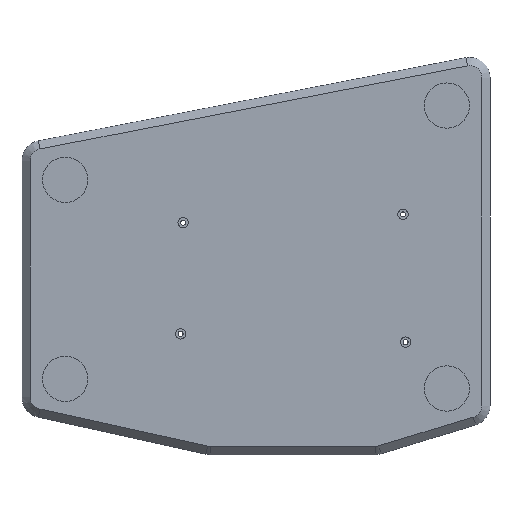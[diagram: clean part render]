
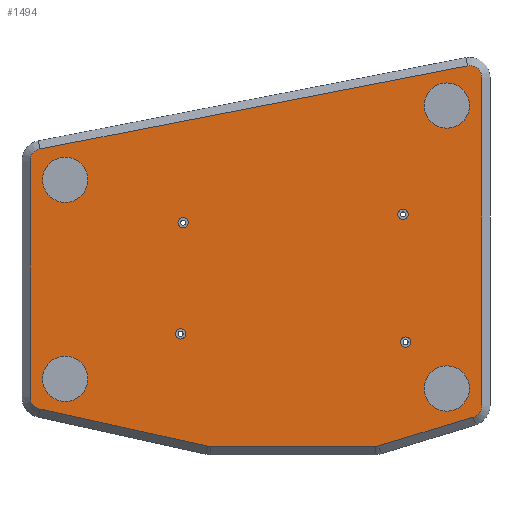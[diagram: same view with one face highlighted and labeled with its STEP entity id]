
A CAD part, front view. The second image highlights one B-rep face of the part: STEP entity #1494.
In plain terms, the highlighted planar face has unit normal (0, -1, 0).
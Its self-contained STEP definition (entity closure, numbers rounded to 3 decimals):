
#132=LINE('',#2479,#267);
#136=LINE('',#2490,#271);
#139=LINE('',#2498,#274);
#142=LINE('',#2506,#277);
#144=LINE('',#2517,#279);
#147=LINE('',#2525,#282);
#267=VECTOR('',#2019,10.);
#271=VECTOR('',#2033,10.);
#274=VECTOR('',#2042,10.);
#277=VECTOR('',#2051,10.);
#279=VECTOR('',#2059,10.);
#282=VECTOR('',#2068,10.);
#332=FACE_BOUND('',#515,.T.);
#333=FACE_BOUND('',#516,.T.);
#334=FACE_BOUND('',#517,.T.);
#335=FACE_BOUND('',#518,.T.);
#336=FACE_BOUND('',#519,.T.);
#337=FACE_BOUND('',#520,.T.);
#338=FACE_BOUND('',#521,.T.);
#339=FACE_BOUND('',#522,.T.);
#418=FACE_OUTER_BOUND('',#514,.T.);
#514=EDGE_LOOP('',(#1318,#1319,#1320,#1321,#1322,#1323,#1324,#1325,#1326,
#1327,#1328,#1329));
#515=EDGE_LOOP('',(#1330));
#516=EDGE_LOOP('',(#1331));
#517=EDGE_LOOP('',(#1332));
#518=EDGE_LOOP('',(#1333));
#519=EDGE_LOOP('',(#1334));
#520=EDGE_LOOP('',(#1335));
#521=EDGE_LOOP('',(#1336));
#522=EDGE_LOOP('',(#1337));
#542=CIRCLE('',#1535,1.25);
#546=CIRCLE('',#1542,1.25);
#550=CIRCLE('',#1549,1.25);
#554=CIRCLE('',#1556,1.25);
#594=CIRCLE('',#1642,2.9);
#595=CIRCLE('',#1645,2.9);
#596=CIRCLE('',#1648,2.9);
#597=CIRCLE('',#1651,2.9);
#598=CIRCLE('',#1654,2.9);
#603=CIRCLE('',#1669,2.9);
#604=CIRCLE('',#1670,5.5);
#605=CIRCLE('',#1671,5.5);
#606=CIRCLE('',#1672,5.5);
#607=CIRCLE('',#1673,5.5);
#614=VERTEX_POINT('',#2155);
#618=VERTEX_POINT('',#2168);
#622=VERTEX_POINT('',#2181);
#626=VERTEX_POINT('',#2194);
#722=VERTEX_POINT('',#2476);
#723=VERTEX_POINT('',#2478);
#724=VERTEX_POINT('',#2484);
#725=VERTEX_POINT('',#2488);
#726=VERTEX_POINT('',#2492);
#727=VERTEX_POINT('',#2496);
#728=VERTEX_POINT('',#2500);
#729=VERTEX_POINT('',#2504);
#730=VERTEX_POINT('',#2508);
#731=VERTEX_POINT('',#2515);
#732=VERTEX_POINT('',#2519);
#733=VERTEX_POINT('',#2523);
#738=VERTEX_POINT('',#2549);
#739=VERTEX_POINT('',#2551);
#740=VERTEX_POINT('',#2553);
#741=VERTEX_POINT('',#2555);
#748=EDGE_CURVE('',#614,#614,#542,.T.);
#754=EDGE_CURVE('',#618,#618,#546,.T.);
#760=EDGE_CURVE('',#622,#622,#550,.T.);
#766=EDGE_CURVE('',#626,#626,#554,.T.);
#909=EDGE_CURVE('',#722,#723,#132,.T.);
#913=EDGE_CURVE('',#724,#722,#594,.T.);
#915=EDGE_CURVE('',#725,#724,#136,.T.);
#917=EDGE_CURVE('',#726,#725,#595,.T.);
#919=EDGE_CURVE('',#727,#726,#139,.T.);
#921=EDGE_CURVE('',#728,#727,#596,.T.);
#923=EDGE_CURVE('',#729,#728,#142,.T.);
#924=EDGE_CURVE('',#730,#729,#597,.T.);
#927=EDGE_CURVE('',#731,#730,#144,.T.);
#929=EDGE_CURVE('',#732,#731,#598,.T.);
#931=EDGE_CURVE('',#733,#732,#147,.T.);
#941=EDGE_CURVE('',#723,#733,#603,.T.);
#942=EDGE_CURVE('',#738,#738,#604,.T.);
#943=EDGE_CURVE('',#739,#739,#605,.T.);
#944=EDGE_CURVE('',#740,#740,#606,.T.);
#945=EDGE_CURVE('',#741,#741,#607,.T.);
#1318=ORIENTED_EDGE('',*,*,#927,.F.);
#1319=ORIENTED_EDGE('',*,*,#929,.F.);
#1320=ORIENTED_EDGE('',*,*,#931,.F.);
#1321=ORIENTED_EDGE('',*,*,#941,.F.);
#1322=ORIENTED_EDGE('',*,*,#909,.F.);
#1323=ORIENTED_EDGE('',*,*,#913,.F.);
#1324=ORIENTED_EDGE('',*,*,#915,.F.);
#1325=ORIENTED_EDGE('',*,*,#917,.F.);
#1326=ORIENTED_EDGE('',*,*,#919,.F.);
#1327=ORIENTED_EDGE('',*,*,#921,.F.);
#1328=ORIENTED_EDGE('',*,*,#923,.F.);
#1329=ORIENTED_EDGE('',*,*,#924,.F.);
#1330=ORIENTED_EDGE('',*,*,#748,.T.);
#1331=ORIENTED_EDGE('',*,*,#754,.T.);
#1332=ORIENTED_EDGE('',*,*,#760,.T.);
#1333=ORIENTED_EDGE('',*,*,#766,.T.);
#1334=ORIENTED_EDGE('',*,*,#942,.T.);
#1335=ORIENTED_EDGE('',*,*,#943,.T.);
#1336=ORIENTED_EDGE('',*,*,#944,.T.);
#1337=ORIENTED_EDGE('',*,*,#945,.T.);
#1411=PLANE('',#1668);
#1494=ADVANCED_FACE('',(#418,#332,#333,#334,#335,#336,#337,#338,#339),#1411,
 .F.);
#1535=AXIS2_PLACEMENT_3D('',#2156,#1701,#1702);
#1542=AXIS2_PLACEMENT_3D('',#2169,#1717,#1718);
#1549=AXIS2_PLACEMENT_3D('',#2182,#1733,#1734);
#1556=AXIS2_PLACEMENT_3D('',#2195,#1749,#1750);
#1642=AXIS2_PLACEMENT_3D('',#2486,#2028,#2029);
#1645=AXIS2_PLACEMENT_3D('',#2494,#2037,#2038);
#1648=AXIS2_PLACEMENT_3D('',#2502,#2046,#2047);
#1651=AXIS2_PLACEMENT_3D('',#2509,#2054,#2055);
#1654=AXIS2_PLACEMENT_3D('',#2521,#2063,#2064);
#1668=AXIS2_PLACEMENT_3D('',#2547,#2098,#2099);
#1669=AXIS2_PLACEMENT_3D('',#2548,#2100,#2101);
#1670=AXIS2_PLACEMENT_3D('',#2550,#2102,#2103);
#1671=AXIS2_PLACEMENT_3D('',#2552,#2104,#2105);
#1672=AXIS2_PLACEMENT_3D('',#2554,#2106,#2107);
#1673=AXIS2_PLACEMENT_3D('',#2556,#2108,#2109);
#1701=DIRECTION('center_axis',(0.,1.,0.));
#1702=DIRECTION('ref_axis',(1.,0.,0.));
#1717=DIRECTION('center_axis',(0.,1.,0.));
#1718=DIRECTION('ref_axis',(1.,0.,0.));
#1733=DIRECTION('center_axis',(0.,1.,0.));
#1734=DIRECTION('ref_axis',(1.,0.,0.));
#1749=DIRECTION('center_axis',(0.,1.,0.));
#1750=DIRECTION('ref_axis',(1.,0.,0.));
#2019=DIRECTION('',(-0.957,0.,-0.292));
#2028=DIRECTION('center_axis',(0.,1.,0.));
#2029=DIRECTION('ref_axis',(1.,0.,0.));
#2033=DIRECTION('',(0.,0.,-1.));
#2037=DIRECTION('center_axis',(0.,1.,0.));
#2038=DIRECTION('ref_axis',(-0.191,0.,0.982));
#2042=DIRECTION('',(0.982,0.,0.191));
#2046=DIRECTION('center_axis',(0.,1.,0.));
#2047=DIRECTION('ref_axis',(-1.,0.,0.));
#2051=DIRECTION('',(0.,0.,1.));
#2054=DIRECTION('center_axis',(0.,1.,0.));
#2055=DIRECTION('ref_axis',(-0.191,0.,-0.982));
#2059=DIRECTION('',(-0.976,0.,0.216));
#2063=DIRECTION('center_axis',(0.,1.,0.));
#2064=DIRECTION('ref_axis',(0.,0.,-1.));
#2068=DIRECTION('',(-1.,0.,0.));
#2098=DIRECTION('center_axis',(0.,1.,0.));
#2099=DIRECTION('ref_axis',(0.,0.,1.));
#2100=DIRECTION('center_axis',(0.,1.,0.));
#2101=DIRECTION('ref_axis',(0.292,0.,-0.957));
#2102=DIRECTION('center_axis',(0.,1.,0.));
#2103=DIRECTION('ref_axis',(1.,0.,0.));
#2104=DIRECTION('center_axis',(0.,1.,0.));
#2105=DIRECTION('ref_axis',(1.,0.,0.));
#2106=DIRECTION('center_axis',(0.,1.,0.));
#2107=DIRECTION('ref_axis',(1.,0.,0.));
#2108=DIRECTION('center_axis',(0.,1.,0.));
#2109=DIRECTION('ref_axis',(1.,0.,0.));
#2155=CARTESIAN_POINT('',(40.732,-7.25,46.622));
#2156=CARTESIAN_POINT('Origin',(41.982,-7.25,46.622));
#2168=CARTESIAN_POINT('',(41.342,-7.25,15.622));
#2169=CARTESIAN_POINT('Origin',(42.592,-7.25,15.622));
#2181=CARTESIAN_POINT('',(-12.658,-7.25,44.622));
#2182=CARTESIAN_POINT('Origin',(-11.408,-7.25,44.622));
#2194=CARTESIAN_POINT('',(-13.268,-7.25,17.622));
#2195=CARTESIAN_POINT('Origin',(-12.018,-7.25,17.622));
#2476=CARTESIAN_POINT('',(59.033,-7.25,-2.552));
#2478=CARTESIAN_POINT('',(36.079,-7.25,-9.552));
#2479=CARTESIAN_POINT('',(28.879,-7.25,-11.748));
#2484=CARTESIAN_POINT('',(61.087,-7.25,0.222));
#2486=CARTESIAN_POINT('Origin',(58.187,-7.25,0.222));
#2488=CARTESIAN_POINT('',(61.087,-7.25,79.838));
#2490=CARTESIAN_POINT('',(61.087,-7.25,18.376));
#2492=CARTESIAN_POINT('',(57.634,-7.25,82.685));
#2494=CARTESIAN_POINT('Origin',(58.187,-7.25,79.838));
#2496=CARTESIAN_POINT('',(-46.166,-7.25,62.501));
#2498=CARTESIAN_POINT('',(28.572,-7.25,77.034));
#2500=CARTESIAN_POINT('',(-48.513,-7.25,59.655));
#2502=CARTESIAN_POINT('Origin',(-45.613,-7.25,59.655));
#2504=CARTESIAN_POINT('',(-48.513,-7.25,2.222));
#2506=CARTESIAN_POINT('',(-48.513,-7.25,48.092));
#2508=CARTESIAN_POINT('',(-46.145,-7.25,-0.629));
#2509=CARTESIAN_POINT('Origin',(-45.613,-7.25,2.222));
#2515=CARTESIAN_POINT('',(-5.48,-7.25,-9.61));
#2517=CARTESIAN_POINT('',(-25.047,-7.25,-5.289));
#2519=CARTESIAN_POINT('',(-4.855,-7.25,-9.678));
#2521=CARTESIAN_POINT('Origin',(-4.855,-7.25,-6.778));
#2523=CARTESIAN_POINT('',(35.233,-7.25,-9.678));
#2525=CARTESIAN_POINT('',(0.716,-7.25,-9.678));
#2547=CARTESIAN_POINT('Origin',(6.287,-7.25,36.53));
#2548=CARTESIAN_POINT('Origin',(35.233,-7.25,-6.778));
#2549=CARTESIAN_POINT('',(-45.513,-7.25,6.722));
#2550=CARTESIAN_POINT('Origin',(-40.013,-7.25,6.722));
#2551=CARTESIAN_POINT('',(47.087,-7.25,4.369));
#2552=CARTESIAN_POINT('Origin',(52.587,-7.25,4.369));
#2553=CARTESIAN_POINT('',(-45.513,-7.25,55.039));
#2554=CARTESIAN_POINT('Origin',(-40.013,-7.25,55.039));
#2555=CARTESIAN_POINT('',(47.087,-7.25,73.044));
#2556=CARTESIAN_POINT('Origin',(52.587,-7.25,73.044));
